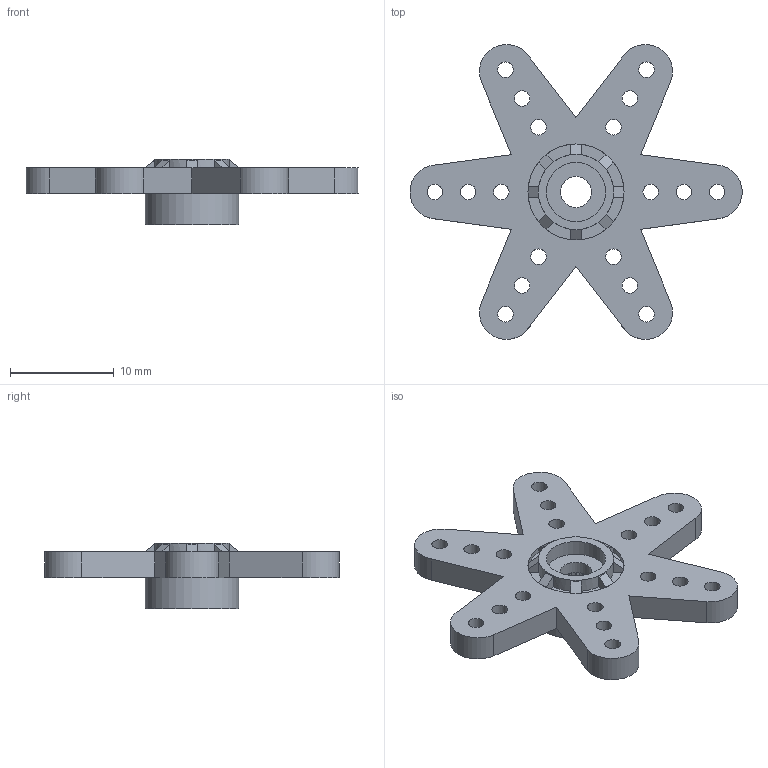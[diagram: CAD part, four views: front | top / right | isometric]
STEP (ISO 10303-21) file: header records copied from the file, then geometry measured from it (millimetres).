
FILE_DESCRIPTION(('FreeCAD Model'),'2;1');
FILE_NAME('Open CASCADE Shape Model','2024-09-06T20:51:42',(''),(''), 'Open CASCADE STEP processor 7.6','FreeCAD','Unknown');
FILE_SCHEMA(('AUTOMOTIVE_DESIGN { 1 0 10303 214 1 1 1 1 }'));
Length unit declared in the file: millimetre
Products named in the file (1): arm_6pad
Bounding box: 31.98 x 28.4 x 6.3 mm (x, y, z)
Volume: 1160 mm3; surface area: 1676.9 mm2
Topology: 1 solids, 1 shells, 154 faces, 453 edges, 305 vertices
Faces by surface type: plane 100, cylinder 54
Full cylindrical faces by diameter (mm): 1.5 x18, 3 x1, 5.7 x1, 7.25 x1, 9 x1, 9.25 x1
Entity records: 11315 total; most frequent: CARTESIAN_POINT 2094, DIRECTION 1768, LINE 1036, VECTOR 1036, ORIENTED_EDGE 906, PCURVE 906, DEFINITIONAL_REPRESENTATION 906, EDGE_CURVE 453
